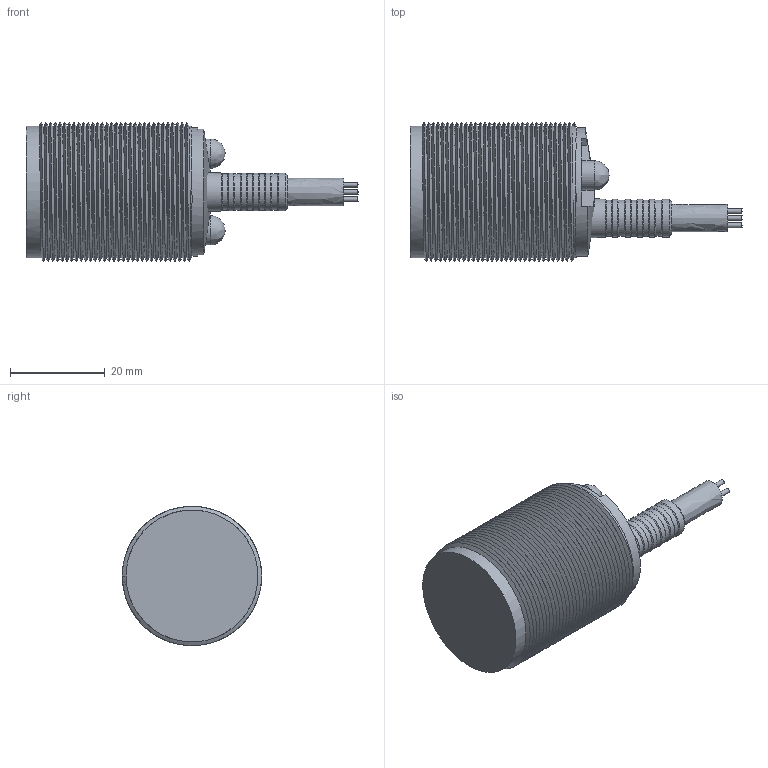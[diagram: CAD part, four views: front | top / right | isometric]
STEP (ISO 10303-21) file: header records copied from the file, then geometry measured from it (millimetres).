
FILE_DESCRIPTION( ('This file contains a STEP AP42 implementation' ,'as created by ZW3D STEP Interface translator.') ,'2;1' );
FILE_NAME( 'FCS1-3010X-X4SX.stp' ,'20 6 5.163842', (''), ('ZWCAD Software Co.'), 'Version 1.0', 'ZW3D to STEP translator', '' );
FILE_SCHEMA(('AUTOMOTIVE_DESIGN'));
Length unit declared in the file: millimetre
Products named in the file (2): 0; FCS1-3010X-X4SX
Bounding box: 70 x 29.36 x 29.36 mm (x, y, z)
Volume: 24926.1 mm3; surface area: 8628.1 mm2
Topology: 3 solids, 3 shells, 95 faces, 227 edges, 141 vertices
Faces by surface type: bspline 95
Entity records: 5008 total; most frequent: CARTESIAN_POINT 3642, ORIENTED_EDGE 446, EDGE_CURVE 223, VERTEX_POINT 141, EDGE_LOOP 104, B_SPLINE_CURVE_WITH_KNOTS 97, FACE_OUTER_BOUND 95, ADVANCED_FACE 95
